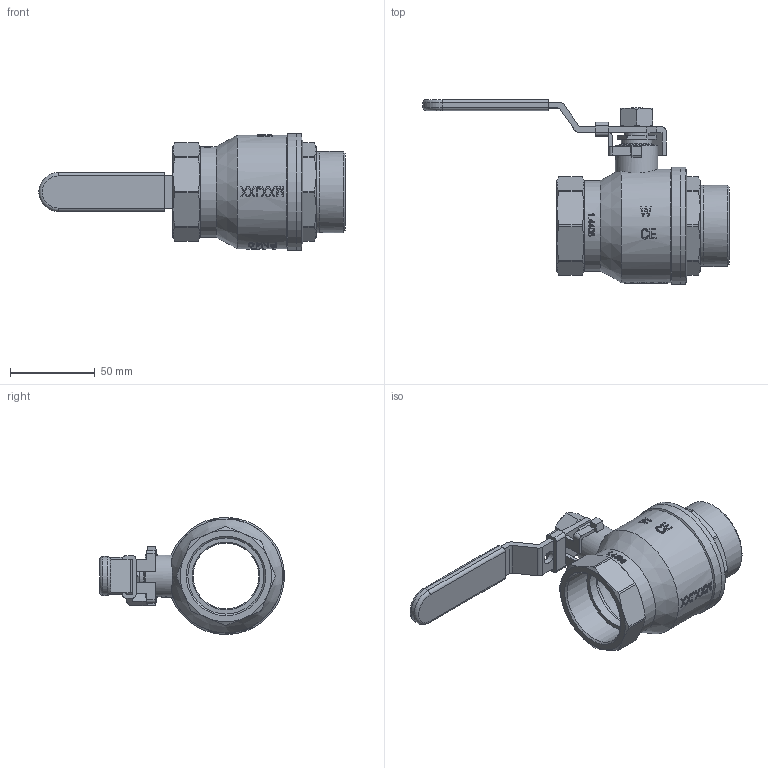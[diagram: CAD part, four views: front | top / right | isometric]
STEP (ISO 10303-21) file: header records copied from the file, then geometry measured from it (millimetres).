
FILE_DESCRIPTION(/* description */ ('Unknown','CAx-IF Rec.Pracs.---Representation and Presentation of Product Manufacturing Information (PMI)---4.0---2014-10-13','CAx-IF Rec.Pracs.---3D Tessellated Geometry---0.4---2014-09-14','2;1'),/* implementation_level */ '2;1');
FILE_NAME(/* name */ '9361-08',/* time_stamp */ '2024-02-19T10:39:23+01:00',/* author */ ('Unknown'),/* organization */ ('Unknown'),/* preprocessor_version */ 'ST-DEVELOPER v18.102',/* originating_system */ 'Solid Edge',/* authorisation */ 'Unknown');
FILE_SCHEMA (('AP242_MANAGED_MODEL_BASED_3D_ENGINEERING_MIM_LF { 1 0 10303 442 1 1 4 }'));
Length unit declared in the file: millimetre
Products named in the file (14): 9361-08; Assem1_oa_0; Dichtung_Eischraubteil-Kvrper__1-1_2; Kvrper-1-1_2; Einschraubteil-1_1_2; Stopfbuchse-1-1_4_-_2; Spindeldichtung__1-1_4_-_2; Spindel-Zusammanbau__1-1_2_oa_1; Spindel-1-1_2; 600-1_1_4-Mutter-st.g.; Edelstahlgriff__1-1_4-1-1_2; Schloss_1_1_4-1_1_2; Ummantelung_1_1_4-1_1_2; Griff 1_1_4 -1_1_2
Assembly tree (13 placements, depth 4):
  9361-08
    Assem1_oa_0
      Dichtung_Eischraubteil-Kvrper__1-1_2
      Kvrper-1-1_2
      Einschraubteil-1_1_2
      Stopfbuchse-1-1_4_-_2
      Spindeldichtung__1-1_4_-_2
      Spindel-Zusammanbau__1-1_2_oa_1
        Spindel-1-1_2
    600-1_1_4-Mutter-st.g.
    Edelstahlgriff__1-1_4-1-1_2
      Schloss_1_1_4-1_1_2
      Ummantelung_1_1_4-1_1_2
      Griff 1_1_4 -1_1_2
Bounding box: 180.5 x 109 x 69 mm (x, y, z)
Volume: 121870.8 mm3; surface area: 74243.4 mm2
Topology: 10 solids, 10 shells, 984 faces, 2681 edges, 1774 vertices
Faces by surface type: plane 799, cylinder 123, cone 58, torus 3, sphere 1
Full cylindrical faces by diameter (mm): 8 x1, 10.2 x1, 14 x3, 14.5 x1, 18 x2, 18.3 x1, 18.376 x1, 18.38 x1, 19 x1, 20 x1, 20.376 x1, 25 x1, 38.8 x1, 40 x2, 44.845 x1, 47.803 x1, 47.804 x1, 49 x2, 53.5 x1, 60.5 x1, 62 x3, 65 x1, 65.2 x1, 67 x1, 69 x2
Entity records: 32983 total; most frequent: CARTESIAN_POINT 6910, DIRECTION 5851, ORIENTED_EDGE 5214, EDGE_CURVE 2607, AXIS2_PLACEMENT_3D 2346, VERTEX_POINT 1754, LINE 1159, VECTOR 1159
